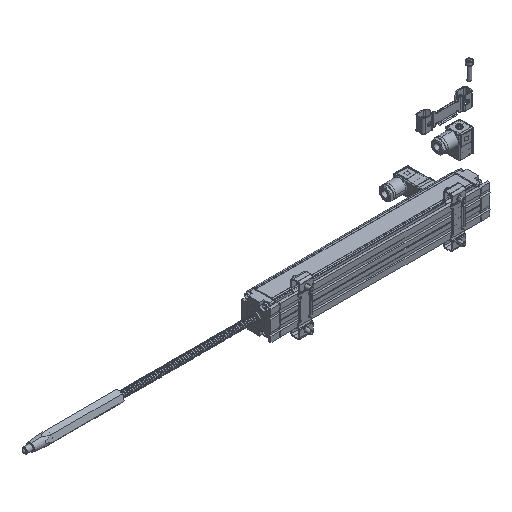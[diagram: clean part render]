
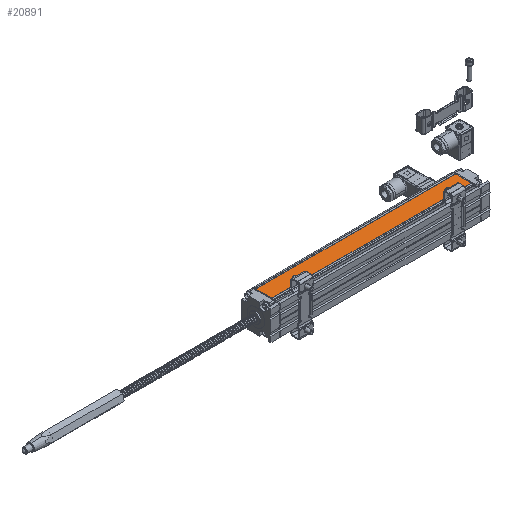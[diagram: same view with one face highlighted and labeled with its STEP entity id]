
A CAD part, isometric view. The second image highlights one B-rep face of the part: STEP entity #20891.
In plain terms, the highlighted planar face has unit normal (0, 0, 1).
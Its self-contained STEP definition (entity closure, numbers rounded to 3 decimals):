
#293 = DIRECTION ( 'NONE',  ( 0., 1., 0. ) ) ;
#1686 = VECTOR ( 'NONE', #99739, 1000. ) ;
#6356 = CARTESIAN_POINT ( 'NONE',  ( 0., -32.8, 32.9 ) ) ;
#6464 = LINE ( 'NONE', #38369, #14312 ) ;
#10630 = EDGE_CURVE ( 'NONE', #20165, #88234, #83439, .T. ) ;
#11299 = DIRECTION ( 'NONE',  ( -1., 0., 0. ) ) ;
#13953 = AXIS2_PLACEMENT_3D ( 'NONE', #102250, #93899, #293 ) ;
#14312 = VECTOR ( 'NONE', #70287, 1000. ) ;
#14441 = FACE_OUTER_BOUND ( 'NONE', #40409, .T. ) ;
#20165 = VERTEX_POINT ( 'NONE', #68468 ) ;
#20549 = ORIENTED_EDGE ( 'NONE', *, *, #67385, .T. ) ;
#20670 = CARTESIAN_POINT ( 'NONE',  ( -175., -22.8, 32.9 ) ) ;
#20891 = ADVANCED_FACE ( 'NONE', ( #14441 ), #54198, .F. ) ;
#22692 = CARTESIAN_POINT ( 'NONE',  ( -225., -22.8, 32.9 ) ) ;
#24105 = EDGE_CURVE ( 'NONE', #89906, #20165, #38252, .T. ) ;
#30939 = VECTOR ( 'NONE', #53942, 1000. ) ;
#38252 = LINE ( 'NONE', #6356, #30939 ) ;
#38369 = CARTESIAN_POINT ( 'NONE',  ( -225., -32.8, 32.9 ) ) ;
#40409 = EDGE_LOOP ( 'NONE', ( #81157, #85825, #20549, #69004 ) ) ;
#44361 = CARTESIAN_POINT ( 'NONE',  ( -175., -4.8, 32.9 ) ) ;
#45228 = EDGE_CURVE ( 'NONE', #89862, #89906, #53221, .T. ) ;
#48908 = VECTOR ( 'NONE', #11299, 1000. ) ;
#53221 = LINE ( 'NONE', #44361, #1686 ) ;
#53942 = DIRECTION ( 'NONE',  ( 0., -1., 0. ) ) ;
#54198 = PLANE ( 'NONE',  #13953 ) ;
#67385 = EDGE_CURVE ( 'NONE', #89862, #88234, #6464, .T. ) ;
#68468 = CARTESIAN_POINT ( 'NONE',  ( 0., -22.8, 32.9 ) ) ;
#69004 = ORIENTED_EDGE ( 'NONE', *, *, #10630, .F. ) ;
#70287 = DIRECTION ( 'NONE',  ( 0., -1., 0. ) ) ;
#75702 = CARTESIAN_POINT ( 'NONE',  ( 0., -4.8, 32.9 ) ) ;
#81157 = ORIENTED_EDGE ( 'NONE', *, *, #24105, .F. ) ;
#83439 = LINE ( 'NONE', #20670, #48908 ) ;
#85825 = ORIENTED_EDGE ( 'NONE', *, *, #45228, .F. ) ;
#88234 = VERTEX_POINT ( 'NONE', #22692 ) ;
#89862 = VERTEX_POINT ( 'NONE', #90841 ) ;
#89906 = VERTEX_POINT ( 'NONE', #75702 ) ;
#90841 = CARTESIAN_POINT ( 'NONE',  ( -225., -4.8, 32.9 ) ) ;
#93899 = DIRECTION ( 'NONE',  ( 0., 0., -1. ) ) ;
#99739 = DIRECTION ( 'NONE',  ( 1., 0., 0. ) ) ;
#102250 = CARTESIAN_POINT ( 'NONE',  ( -175., -22.8, 32.9 ) ) ;
